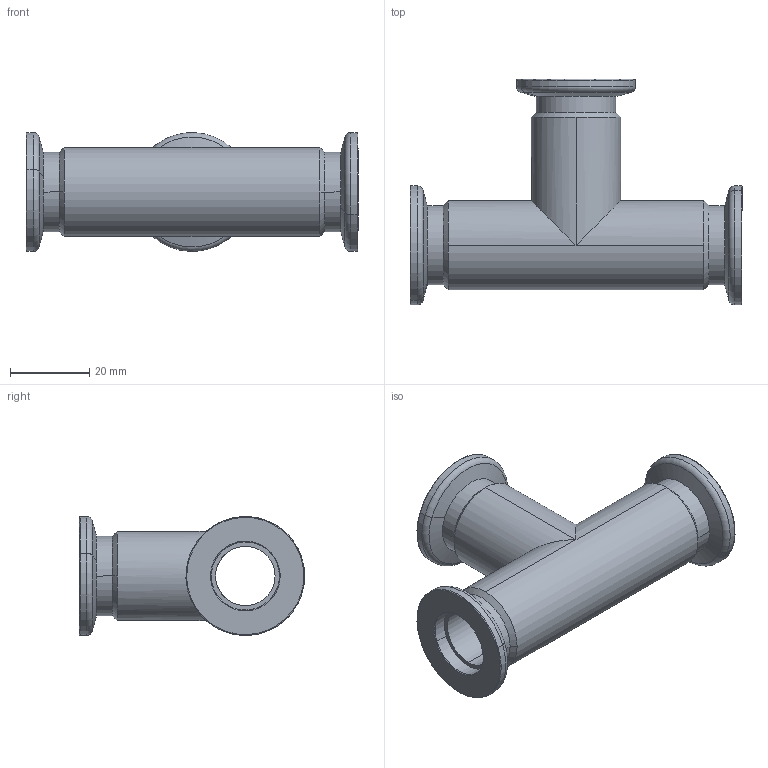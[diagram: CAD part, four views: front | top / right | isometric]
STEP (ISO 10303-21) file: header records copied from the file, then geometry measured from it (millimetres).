
FILE_DESCRIPTION (( 'STEP AP214' ), '1' );
FILE_NAME ('Hositrad_KT16-19 Alu.STEP', '2017-05-30T13:18:03', ( 'Gebruiker' ), ( '' ), 'SwSTEP 2.0', 'SolidWorks 2017', '' );
FILE_SCHEMA (( 'AUTOMOTIVE_DESIGN' ));
Length unit declared in the file: millimetre
Products named in the file (3): KF-Equal-Tee-Tube-All_KT16-19 Alu; KF16-19WS_KF16-20; Hositrad_KT16-19 Alu
Assembly tree (4 placements, depth 2):
  Hositrad_KT16-19 Alu
    KF-Equal-Tee-Tube-All_KT16-19 Alu
    KF16-19WS_KF16-20  x3
Bounding box: 83.8 x 56.89 x 29.97 mm (x, y, z)
Volume: 26432.9 mm3; surface area: 16812.6 mm2
Topology: 4 solids, 4 shells, 73 faces, 154 edges, 88 vertices
Faces by surface type: cylinder 34, cone 18, torus 12, plane 9
Entity records: 1262 total; most frequent: DIRECTION 234, CARTESIAN_POINT 202, ORIENTED_EDGE 180, AXIS2_PLACEMENT_3D 100, EDGE_CURVE 90, CIRCLE 52, VERTEX_POINT 52, EDGE_LOOP 46
